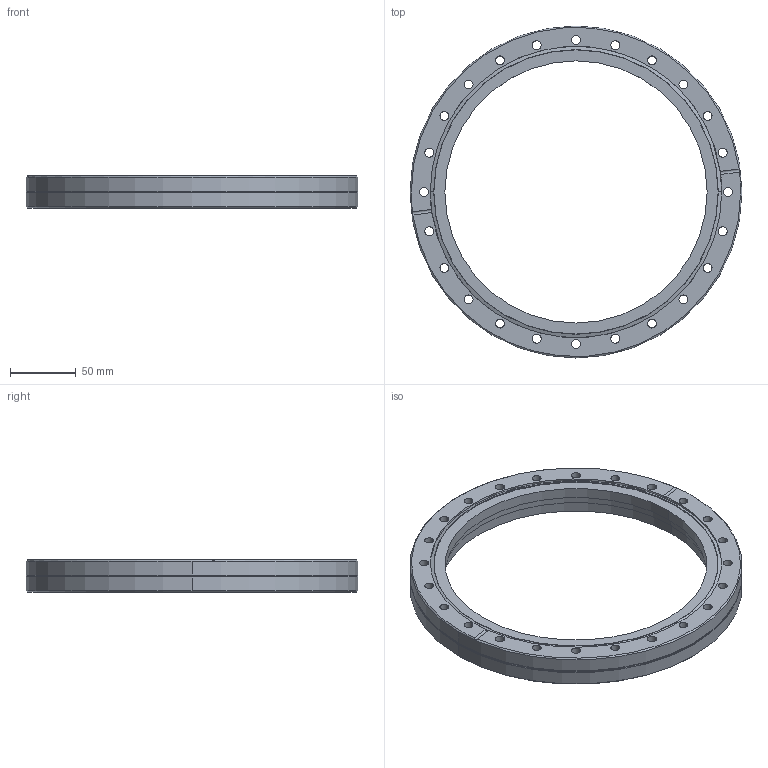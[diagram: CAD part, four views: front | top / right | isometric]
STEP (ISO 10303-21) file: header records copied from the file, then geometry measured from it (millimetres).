
FILE_DESCRIPTION (( 'STEP AP214' ), '1' );
FILE_NAME ('420FAD200-204-G.stp', '2017-06-06T11:04:09', ( '' ), ( '' ), 'SwSTEP 2.0', 'SolidWorks 2015', '' );
FILE_SCHEMA (( 'AUTOMOTIVE_DESIGN' ));
Length unit declared in the file: millimetre
Products named in the file (1): 420FAD200-204-G
Bounding box: 253.2 x 253.2 x 24.5 mm (x, y, z)
Volume: 404796 mm3; surface area: 84840.7 mm2
Topology: 1 solids, 2 shells, 89 faces, 232 edges, 148 vertices
Faces by surface type: cylinder 64, cone 10, torus 8, plane 7
Entity records: 3969 total; most frequent: DIRECTION 560, CARTESIAN_POINT 534, ORIENTED_EDGE 464, AXIS2_PLACEMENT_3D 242, EDGE_CURVE 232, CIRCLE 152, VERTEX_POINT 148, EDGE_LOOP 142
